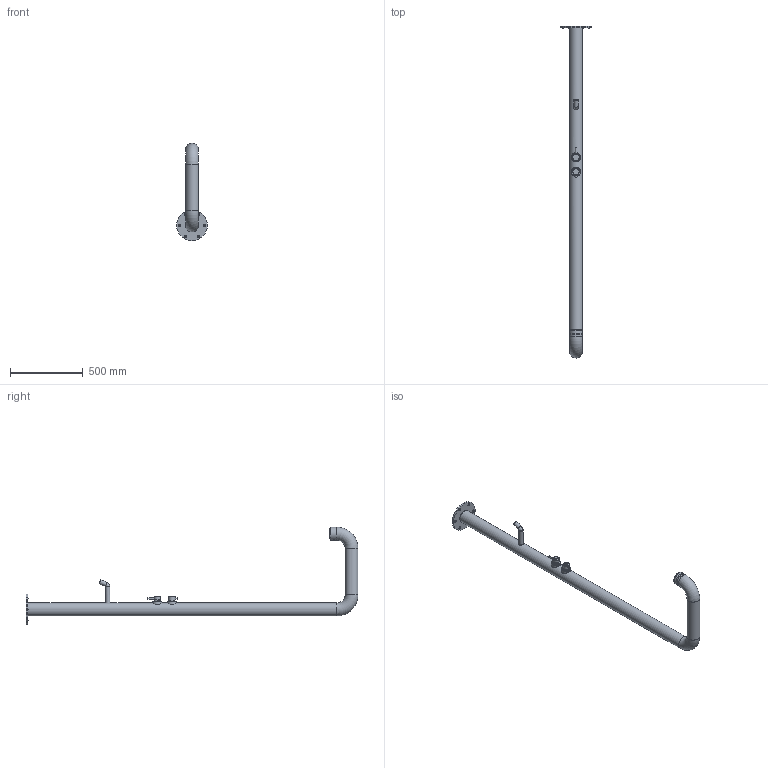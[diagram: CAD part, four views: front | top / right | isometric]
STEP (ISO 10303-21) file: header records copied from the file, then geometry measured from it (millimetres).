
FILE_DESCRIPTION (( 'STEP AP203' ), '1' );
FILE_NAME ('99Z309569.STEP', '2025-04-22T08:29:07', ( '' ), ( '' ), 'SwSTEP 2.0', 'SolidWorks 2021', '' );
FILE_SCHEMA (( 'CONFIG_CONTROL_DESIGN' ));
Length unit declared in the file: millimetre
Products named in the file (1): 99Z309569
Bounding box: 210 x 2281.5 x 669.5 mm (x, y, z)
Volume: 2422252.7 mm3; surface area: 1734721.8 mm2
Topology: 57 solids, 57 shells, 1206 faces, 2821 edges, 1886 vertices
Faces by surface type: bspline 444, cylinder 345, plane 337, cone 54, torus 20, sphere 6
Full cylindrical faces by diameter (mm): 1.5 x40, 1.7 x40, 2 x40, 2.51 x1, 3.3 x40, 4 x4, 4.3 x1, 4.5 x1, 5 x40, 5.02 x1, 6.5 x1, 7 x41, 8 x6, 9 x1, 10 x2, 10.2 x1, 10.3 x6, 10.4 x1, 11.6 x1, 12.827 x1, 13.1 x6, 13.75 x6, 17.85 x1, 18 x1, 19 x1, 22 x1, 23.85 x1, 24.75 x1, 24.9 x2, 28.9 x1
Entity records: 46639 total; most frequent: CARTESIAN_POINT 25608, ORIENTED_EDGE 3752, DIRECTION 3596, EDGE_LOOP 2328, FACE_OUTER_BOUND 1909, EDGE_CURVE 1876, AXIS2_PLACEMENT_3D 1702, VERTEX_POINT 1700
